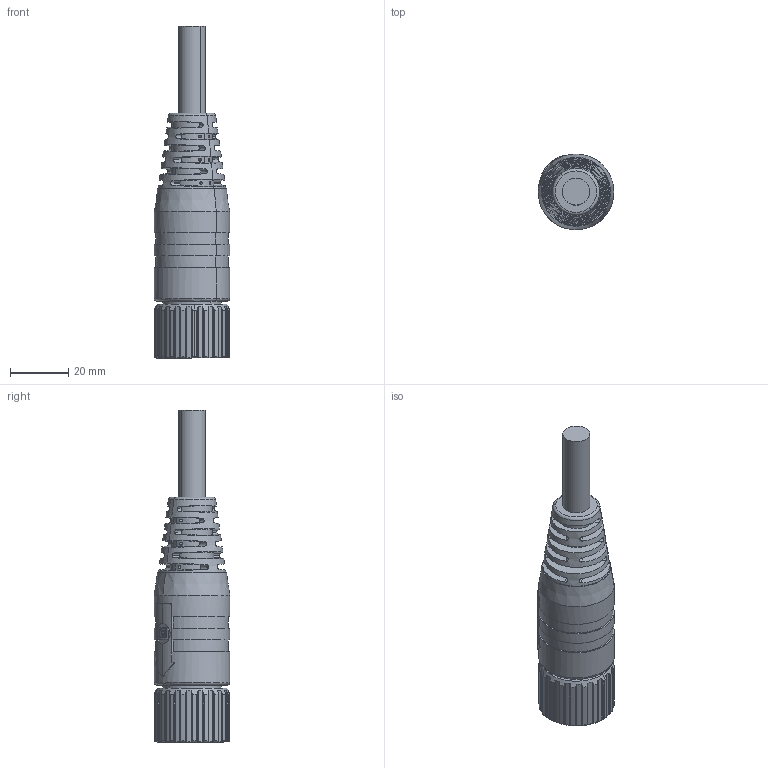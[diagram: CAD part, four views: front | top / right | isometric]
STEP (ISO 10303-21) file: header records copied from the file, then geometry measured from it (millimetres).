
FILE_DESCRIPTION(('CATIA V5 STEP Exchange','CAx-IF Rec.Pracs.--- Model Styling and Organization---1.4--- 2014-01-23'),'2;1');
FILE_NAME ('025460-1_0_1886441500_1886441500.stp','2023-02-06T10:38:25+00:00',('none'),('Weidmueller'),'CATIA Version 5-6 Release 2016 SP3 HF44','CATIA V5 STEP AP214','none');
FILE_SCHEMA(('AUTOMOTIVE_DESIGN { 1 0 10303 214 1 1 1 1 }'));
Length unit declared in the file: millimetre
Products named in the file (1): 1886441500
Bounding box: 26 x 26 x 114.2 mm (x, y, z)
Volume: 34286.9 mm3; surface area: 12410 mm2
Topology: 2 solids, 2 shells, 984 faces, 2517 edges, 1632 vertices
Faces by surface type: cylinder 432, plane 329, torus 90, bspline 77, cone 56
Entity records: 36010 total; most frequent: CARTESIAN_POINT 14619, ORIENTED_EDGE 5034, DIRECTION 3215, EDGE_CURVE 2517, VERTEX_POINT 1632, AXIS2_PLACEMENT_3D 1330, B_SPLINE_CURVE_WITH_KNOTS 1104, EDGE_LOOP 1081
